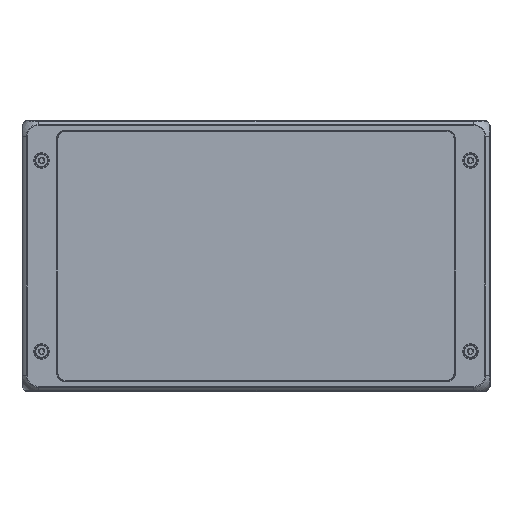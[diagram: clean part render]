
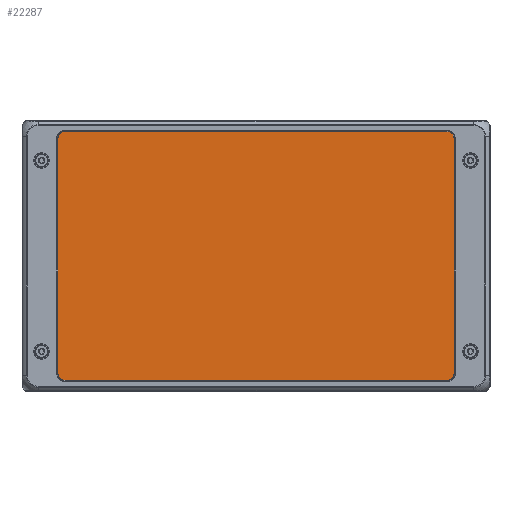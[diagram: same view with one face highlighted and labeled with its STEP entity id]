
A CAD part, top view. The second image highlights one B-rep face of the part: STEP entity #22287.
In plain terms, the highlighted planar face has unit normal (0, 0, 1).
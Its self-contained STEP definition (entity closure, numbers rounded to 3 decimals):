
#669=ELLIPSE('',#24674,4.501,4.5);
#671=ELLIPSE('',#24679,4.501,4.5);
#673=ELLIPSE('',#24684,4.501,4.5);
#674=ELLIPSE('',#24687,4.501,4.5);
#3424=FACE_OUTER_BOUND('',#4908,.T.);
#4908=EDGE_LOOP('',(#18937,#18938,#18939,#18940,#18941,#18942,#18943,#18944));
#7302=LINE('',#83078,#8404);
#7305=LINE('',#83137,#8407);
#7307=LINE('',#83193,#8409);
#7309=LINE('',#83249,#8411);
#8404=VECTOR('',#30094,10.);
#8407=VECTOR('',#30109,10.);
#8409=VECTOR('',#30121,10.);
#8411=VECTOR('',#30133,10.);
#10133=VERTEX_POINT('',#83075);
#10134=VERTEX_POINT('',#83077);
#10136=VERTEX_POINT('',#83127);
#10138=VERTEX_POINT('',#83133);
#10140=VERTEX_POINT('',#83183);
#10142=VERTEX_POINT('',#83189);
#10144=VERTEX_POINT('',#83239);
#10146=VERTEX_POINT('',#83245);
#13097=EDGE_CURVE('',#10133,#10134,#7302,.T.);
#13102=EDGE_CURVE('',#10134,#10136,#669,.T.);
#13105=EDGE_CURVE('',#10136,#10138,#7305,.T.);
#13108=EDGE_CURVE('',#10138,#10140,#671,.T.);
#13111=EDGE_CURVE('',#10140,#10142,#7307,.T.);
#13114=EDGE_CURVE('',#10142,#10144,#673,.T.);
#13117=EDGE_CURVE('',#10144,#10146,#7309,.T.);
#13118=EDGE_CURVE('',#10146,#10133,#674,.T.);
#18937=ORIENTED_EDGE('',*,*,#13097,.F.);
#18938=ORIENTED_EDGE('',*,*,#13118,.F.);
#18939=ORIENTED_EDGE('',*,*,#13117,.F.);
#18940=ORIENTED_EDGE('',*,*,#13114,.F.);
#18941=ORIENTED_EDGE('',*,*,#13111,.F.);
#18942=ORIENTED_EDGE('',*,*,#13108,.F.);
#18943=ORIENTED_EDGE('',*,*,#13105,.F.);
#18944=ORIENTED_EDGE('',*,*,#13102,.F.);
#20185=PLANE('',#24695);
#22287=ADVANCED_FACE('',(#3424),#20185,.F.);
#24674=AXIS2_PLACEMENT_3D('',#83131,#30102,#30103);
#24679=AXIS2_PLACEMENT_3D('',#83187,#30114,#30115);
#24684=AXIS2_PLACEMENT_3D('',#83243,#30126,#30127);
#24687=AXIS2_PLACEMENT_3D('',#83290,#30134,#30135);
#24695=AXIS2_PLACEMENT_3D('',#83310,#30157,#30158);
#30094=DIRECTION('',(-1.,0.,0.));
#30102=DIRECTION('center_axis',(0.,0.,-1.));
#30103=DIRECTION('ref_axis',(-0.707,-0.707,0.));
#30109=DIRECTION('',(0.,1.,0.));
#30114=DIRECTION('center_axis',(0.,0.,-1.));
#30115=DIRECTION('ref_axis',(-0.707,0.707,0.));
#30121=DIRECTION('',(1.,0.,0.));
#30126=DIRECTION('center_axis',(0.,0.,-1.));
#30127=DIRECTION('ref_axis',(0.707,0.707,0.));
#30133=DIRECTION('',(0.,-1.,0.));
#30134=DIRECTION('center_axis',(0.,0.,-1.));
#30135=DIRECTION('ref_axis',(0.707,-0.707,0.));
#30157=DIRECTION('center_axis',(0.,0.,-1.));
#30158=DIRECTION('ref_axis',(-1.,0.,0.));
#83075=CARTESIAN_POINT('',(122.009,-79.509,18.));
#83077=CARTESIAN_POINT('',(-122.009,-79.509,18.));
#83078=CARTESIAN_POINT('',(63.5,-79.509,18.));
#83127=CARTESIAN_POINT('',(-126.509,-75.009,18.));
#83131=CARTESIAN_POINT('Origin',(-122.008,-75.008,18.));
#83133=CARTESIAN_POINT('',(-126.509,75.009,18.));
#83137=CARTESIAN_POINT('',(-126.509,-40.,18.));
#83183=CARTESIAN_POINT('',(-122.009,79.509,18.));
#83187=CARTESIAN_POINT('Origin',(-122.008,75.008,18.));
#83189=CARTESIAN_POINT('',(122.009,79.509,18.));
#83193=CARTESIAN_POINT('',(-63.5,79.509,18.));
#83239=CARTESIAN_POINT('',(126.509,75.009,18.));
#83243=CARTESIAN_POINT('Origin',(122.008,75.008,18.));
#83245=CARTESIAN_POINT('',(126.509,-75.009,18.));
#83249=CARTESIAN_POINT('',(126.509,40.,18.));
#83290=CARTESIAN_POINT('Origin',(122.008,-75.008,18.));
#83310=CARTESIAN_POINT('Origin',(0.,0.,18.));
